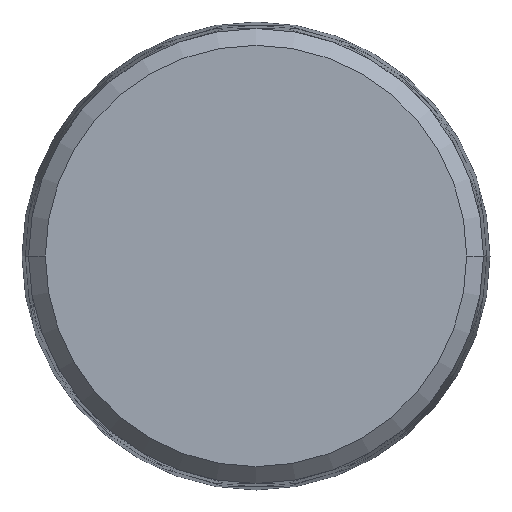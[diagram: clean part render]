
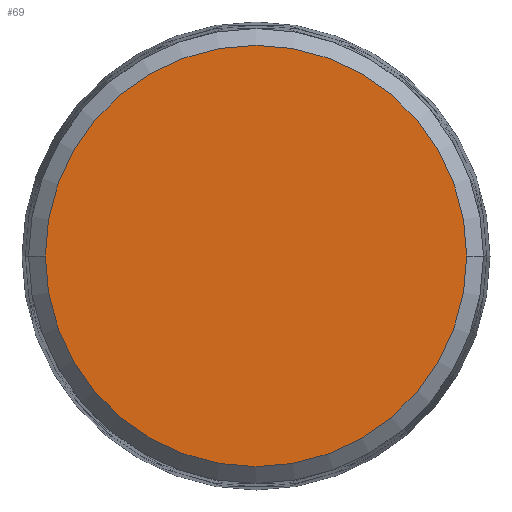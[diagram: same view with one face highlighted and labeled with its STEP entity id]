
A CAD part, front view. The second image highlights one B-rep face of the part: STEP entity #69.
In plain terms, the highlighted planar face has unit normal (0, -1, 0).
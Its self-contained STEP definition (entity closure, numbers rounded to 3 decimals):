
#69=ADVANCED_FACE('',(#121),#122,.T.);
#121=FACE_OUTER_BOUND('',#173,.T.);
#122=PLANE('',#174);
#173=EDGE_LOOP('',(#342,#343));
#174=AXIS2_PLACEMENT_3D('',#344,#345,#346);
#342=ORIENTED_EDGE('',*,*,#356,.F.);
#343=ORIENTED_EDGE('',*,*,#395,.F.);
#344=CARTESIAN_POINT('',(9.576,-22.0,0.0));
#345=DIRECTION('',(-0.0,-1.0,-0.0));
#346=DIRECTION('',(-1.0,0.0,0.0));
#356=EDGE_CURVE('',#413,#415,#416,.T.);
#395=EDGE_CURVE('',#415,#413,#477,.T.);
#413=VERTEX_POINT('',#499);
#415=VERTEX_POINT('',#502);
#416=CIRCLE('',#503,19.151);
#477=CIRCLE('',#589,19.151);
#499=CARTESIAN_POINT('',(19.151,-22.0,0.0));
#502=CARTESIAN_POINT('',(-19.151,-22.0,0.));
#503=AXIS2_PLACEMENT_3D('',#608,#609,#610);
#589=AXIS2_PLACEMENT_3D('',#675,#676,#677);
#608=CARTESIAN_POINT('',(0.0,-22.0,0.0));
#609=DIRECTION('',(-0.0,1.0,0.0));
#610=DIRECTION('',(1.0,0.0,0.0));
#675=CARTESIAN_POINT('',(0.0,-22.0,0.0));
#676=DIRECTION('',(-0.0,1.0,0.0));
#677=DIRECTION('',(1.0,0.0,0.0));
